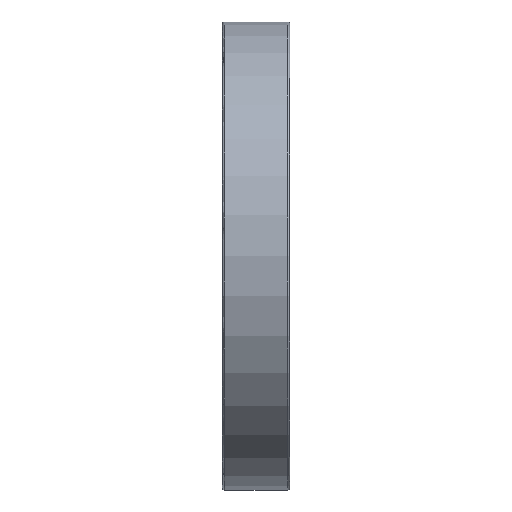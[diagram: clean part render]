
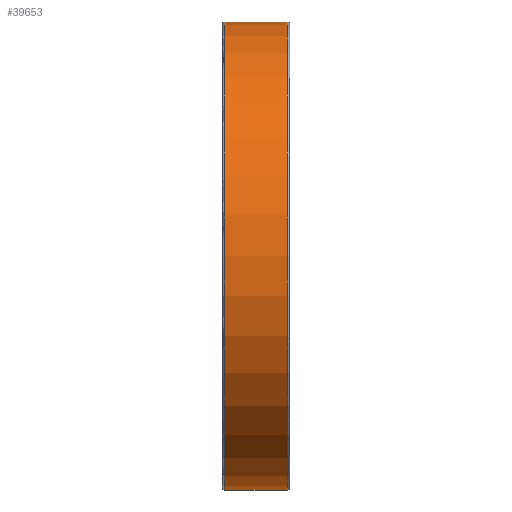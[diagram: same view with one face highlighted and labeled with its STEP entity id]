
A CAD part, top view. The second image highlights one B-rep face of the part: STEP entity #39653.
In plain terms, the highlighted cylindrical face has radius 62.5 mm (diameter 125 mm), a partial arc.
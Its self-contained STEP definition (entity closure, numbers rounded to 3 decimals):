
#28627=DIRECTION('',(-1.,0.,0.));
#28628=VECTOR('',#28627,16.8);
#28629=CARTESIAN_POINT('',(8.4,62.5,0.));
#28630=LINE('',#28629,#28628);
#28634=DIRECTION('',(-1.,0.,0.));
#28635=VECTOR('',#28634,16.8);
#28636=CARTESIAN_POINT('',(8.4,-62.5,0.));
#28637=LINE('',#28636,#28635);
#28649=CARTESIAN_POINT('',(8.4,0.,0.));
#28650=DIRECTION('',(1.,0.,0.));
#28651=DIRECTION('',(0.,1.,0.));
#28652=AXIS2_PLACEMENT_3D('',#28649,#28650,#28651);
#28657=CARTESIAN_POINT('',(-8.4,0.,0.));
#28658=DIRECTION('',(1.,0.,0.));
#28659=DIRECTION('',(0.,1.,0.));
#28660=AXIS2_PLACEMENT_3D('',#28657,#28658,#28659);
#36195=CARTESIAN_POINT('',(8.4,62.5,0.));
#36196=CARTESIAN_POINT('',(-8.4,62.5,0.));
#36197=VERTEX_POINT('',#36195);
#36198=VERTEX_POINT('',#36196);
#36207=CARTESIAN_POINT('',(8.4,-62.5,0.));
#36208=CARTESIAN_POINT('',(-8.4,-62.5,0.));
#36209=VERTEX_POINT('',#36207);
#36210=VERTEX_POINT('',#36208);
#39641=CARTESIAN_POINT('',(-9.9,0.,0.));
#39642=DIRECTION('',(1.,0.,0.));
#39643=DIRECTION('',(0.,-1.,0.));
#39644=AXIS2_PLACEMENT_3D('',#39641,#39642,#39643);
#39645=CYLINDRICAL_SURFACE('',#39644,62.5);
#39646=ORIENTED_EDGE('',*,*,#39631,.F.);
#39647=ORIENTED_EDGE('',*,*,#39608,.T.);
#39648=ORIENTED_EDGE('',*,*,#39635,.T.);
#39650=ORIENTED_EDGE('',*,*,#39649,.F.);
#39651=EDGE_LOOP('',(#39646,#39647,#39648,#39650));
#39652=FACE_OUTER_BOUND('',#39651,.F.);
#28653=CIRCLE('',#28652,62.5);
#28661=CIRCLE('',#28660,62.5);
#39608=EDGE_CURVE('',#36197,#36209,#28653,.T.);
#39631=EDGE_CURVE('',#36197,#36198,#28630,.T.);
#39635=EDGE_CURVE('',#36209,#36210,#28637,.T.);
#39649=EDGE_CURVE('',#36198,#36210,#28661,.T.);
#39653=ADVANCED_FACE('',(#39652),#39645,.T.);
